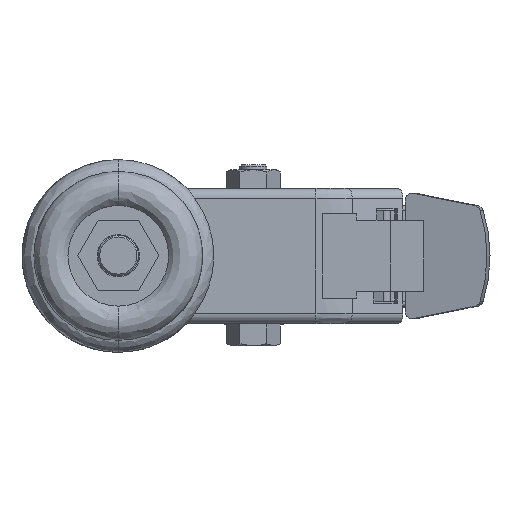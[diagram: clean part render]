
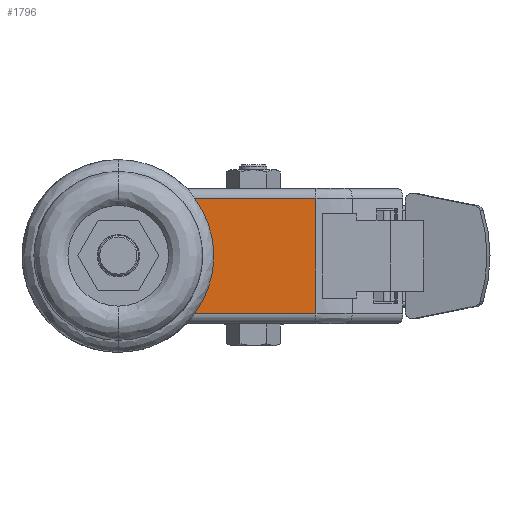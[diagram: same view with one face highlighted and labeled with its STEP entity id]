
A CAD part, top view. The second image highlights one B-rep face of the part: STEP entity #1796.
In plain terms, the highlighted planar face has unit normal (0, 0, 1).
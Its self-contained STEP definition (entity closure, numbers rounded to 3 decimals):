
#185 = PLANE ( 'NONE',  #2599 ) ;
#248 = ORIENTED_EDGE ( 'NONE', *, *, #2134, .F. ) ;
#550 = CARTESIAN_POINT ( 'NONE',  ( 0., 0., -15. ) ) ;
#620 = DIRECTION ( 'NONE',  ( 0., 1., 0. ) ) ;
#711 = DIRECTION ( 'NONE',  ( 1., 0., 0. ) ) ;
#1138 = VERTEX_POINT ( 'NONE', #4851 ) ;
#1231 = CARTESIAN_POINT ( 'NONE',  ( 58.5, -18.7, -15. ) ) ;
#1246 = CIRCLE ( 'NONE', #7488, 28.27 ) ;
#1342 = DIRECTION ( 'NONE',  ( 0., 0., 1. ) ) ;
#1359 = LINE ( 'NONE', #1231, #2812 ) ;
#1796 = ADVANCED_FACE ( 'NONE', ( #2952 ), #185, .T. ) ;
#2134 = EDGE_CURVE ( 'NONE', #2985, #1138, #1246, .T. ) ;
#2235 = DIRECTION ( 'NONE',  ( 0., 0., 1. ) ) ;
#2599 = AXIS2_PLACEMENT_3D ( 'NONE', #5011, #2235, #7641 ) ;
#2667 = EDGE_CURVE ( 'NONE', #7663, #8371, #1359, .T. ) ;
#2812 = VECTOR ( 'NONE', #6014, 1000. ) ;
#2876 = CARTESIAN_POINT ( 'NONE',  ( 20.791, -17., -15. ) ) ;
#2912 = LINE ( 'NONE', #9959, #4128 ) ;
#2952 = FACE_OUTER_BOUND ( 'NONE', #6733, .T. ) ;
#2985 = VERTEX_POINT ( 'NONE', #3208 ) ;
#3208 = CARTESIAN_POINT ( 'NONE',  ( 22.587, -17., -15. ) ) ;
#3378 = ORIENTED_EDGE ( 'NONE', *, *, #5080, .T. ) ;
#3474 = ORIENTED_EDGE ( 'NONE', *, *, #4794, .F. ) ;
#3660 = DIRECTION ( 'NONE',  ( 1., 0., 0. ) ) ;
#3999 = VECTOR ( 'NONE', #3660, 1000. ) ;
#4118 = LINE ( 'NONE', #2876, #3999 ) ;
#4128 = VECTOR ( 'NONE', #711, 1000. ) ;
#4794 = EDGE_CURVE ( 'NONE', #1138, #7663, #2912, .T. ) ;
#4851 = CARTESIAN_POINT ( 'NONE',  ( 22.587, 17., -15. ) ) ;
#5011 = CARTESIAN_POINT ( 'NONE',  ( 20.791, 18.7, -15. ) ) ;
#5080 = EDGE_CURVE ( 'NONE', #2985, #8371, #4118, .T. ) ;
#5215 = ORIENTED_EDGE ( 'NONE', *, *, #2667, .F. ) ;
#6014 = DIRECTION ( 'NONE',  ( 0., -1., 0. ) ) ;
#6733 = EDGE_LOOP ( 'NONE', ( #5215, #3474, #248, #3378 ) ) ;
#7488 = AXIS2_PLACEMENT_3D ( 'NONE', #550, #1342, #620 ) ;
#7641 = DIRECTION ( 'NONE',  ( 0., -1., 0. ) ) ;
#7663 = VERTEX_POINT ( 'NONE', #8676 ) ;
#8371 = VERTEX_POINT ( 'NONE', #9068 ) ;
#8676 = CARTESIAN_POINT ( 'NONE',  ( 58.5, 17., -15. ) ) ;
#9068 = CARTESIAN_POINT ( 'NONE',  ( 58.5, -17., -15. ) ) ;
#9959 = CARTESIAN_POINT ( 'NONE',  ( -34.2, 17., -15. ) ) ;
